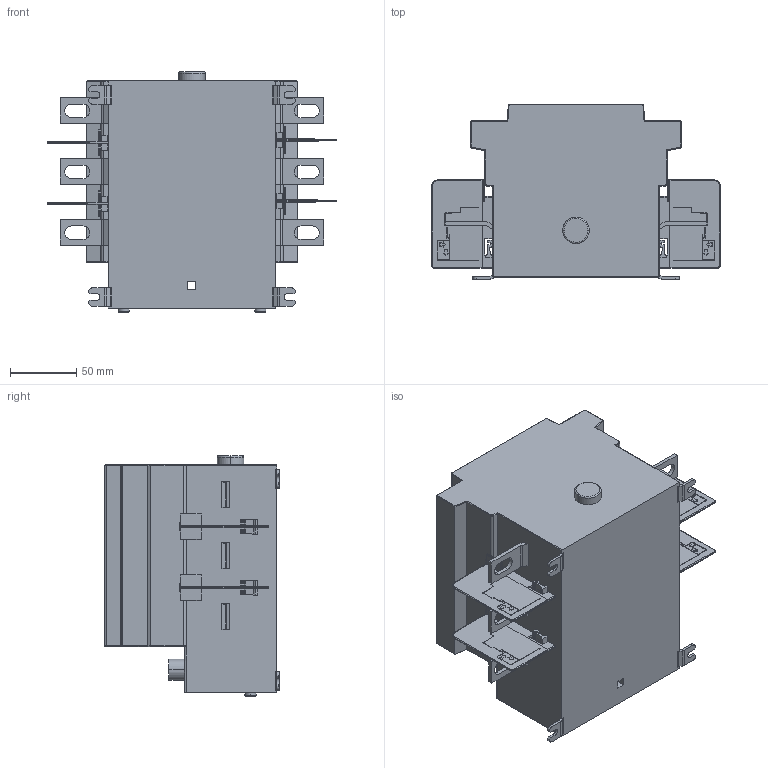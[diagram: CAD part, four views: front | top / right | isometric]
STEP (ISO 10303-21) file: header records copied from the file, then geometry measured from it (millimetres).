
FILE_DESCRIPTION((''),'2;1');
FILE_NAME('OS200J03','2017-03-15T',('fitojoe1'),(''),'CREO PARAMETRIC BY PTC INC, 2016130','CREO PARAMETRIC BY PTC INC, 2016130','');
FILE_SCHEMA(('CONFIG_CONTROL_DESIGN'));
Products named in the file (1): OS200J03
Bounding box: 217.81 x 132.2 x 181.5 mm (x, y, z)
Volume: 2690923.6 mm3; surface area: 167560.5 mm2
Topology: 1 solids, 1 shells, 1451 faces, 3779 edges, 2352 vertices
Faces by surface type: plane 978, cylinder 401, sphere 32, bspline 20, torus 16, cone 4
Entity records: 58408 total; most frequent: CARTESIAN_POINT 12108, ORIENTED_EDGE 7494, DIRECTION 6787, PRESENTATION_STYLE_ASSIGNMENT 3748, STYLED_ITEM 3748, CURVE_STYLE 3747, EDGE_CURVE 3747, VECTOR 3017
